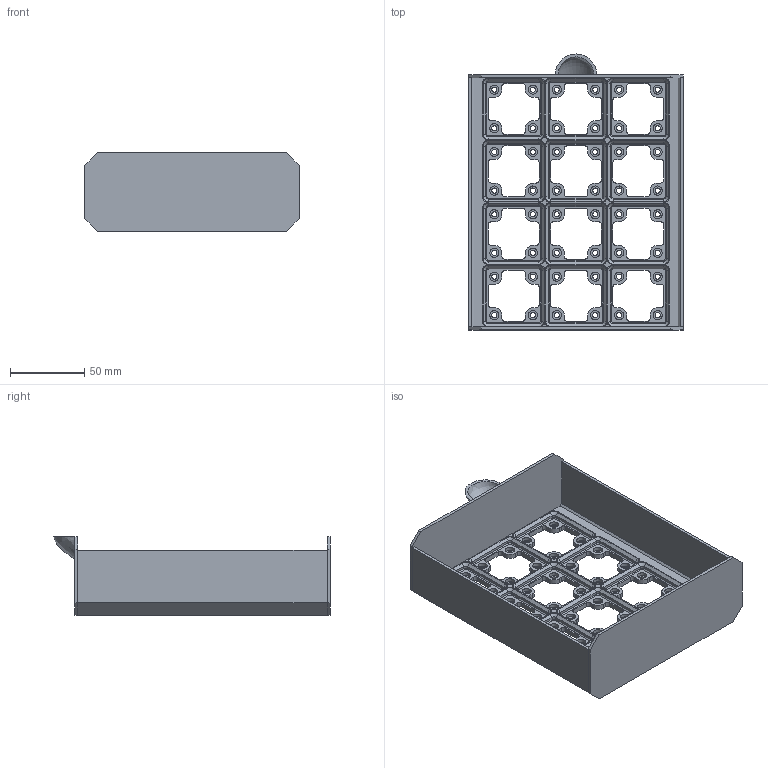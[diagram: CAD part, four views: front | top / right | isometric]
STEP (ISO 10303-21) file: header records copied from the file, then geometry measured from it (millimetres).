
FILE_DESCRIPTION(/* description */ ('STEP AP242','CAx-IF Rec.Pracs.---Representation and Presentation of Product Manufacturing Information (PMI)---4.0---2014-10-13','CAx-IF Rec.Pracs.---3D Tessellated Geometry---0.4---2014-09-14','2;1'),/* implementation_level */ '2;1');
FILE_NAME(/* name */ '646e123a5558f64f9bcace33',/* time_stamp */ '2023-05-24T13:33:46Z',/* author */ (''),/* organization */ (''),/* preprocessor_version */ 'ST-DEVELOPER v19.4',/* originating_system */ ' ',/* authorisation */ ' ');
FILE_SCHEMA (('AP242_MANAGED_MODEL_BASED_3D_ENGINEERING_MIM_LF { 1 0 10303 442 1 1 4 }'));
Length unit declared in the file: metre
Products named in the file (6): Base; Left; Right; Back; Handle; Front
Bounding box: 144.39 x 186 x 52.9 mm (x, y, z)
Volume: 116339.7 mm3; surface area: 106713.8 mm2
Topology: 6 solids, 6 shells, 873 faces, 2109 edges, 1292 vertices
Faces by surface type: plane 407, cylinder 319, cone 96, torus 48, bspline 3
Full cylindrical faces by diameter (mm): 3.5 x48, 6.2 x48
Entity records: 25344 total; most frequent: DIRECTION 4580, CARTESIAN_POINT 4383, ORIENTED_EDGE 4018, EDGE_CURVE 2009, AXIS2_PLACEMENT_3D 1697, VERTEX_POINT 1292, LINE 1186, VECTOR 1186
